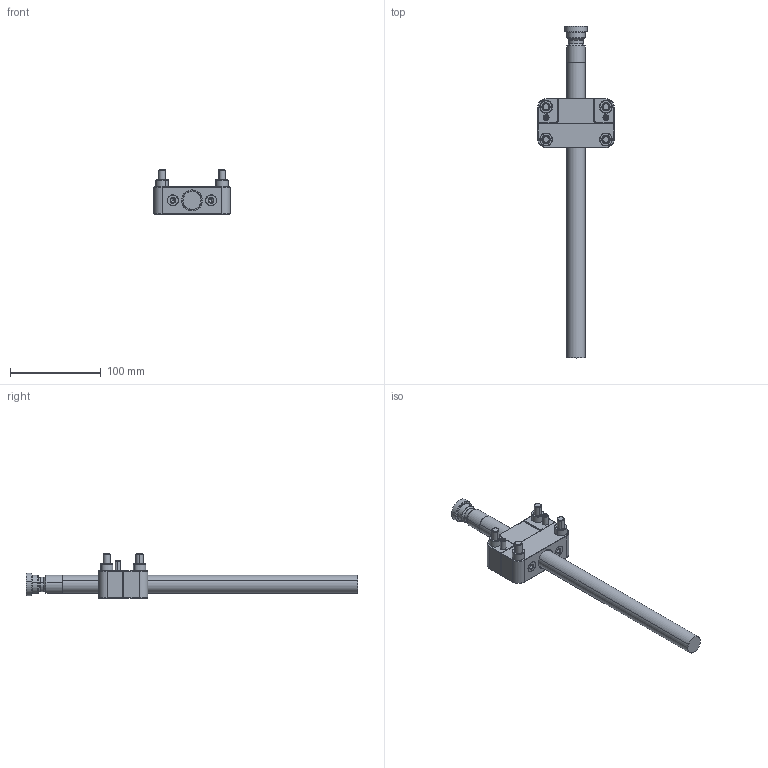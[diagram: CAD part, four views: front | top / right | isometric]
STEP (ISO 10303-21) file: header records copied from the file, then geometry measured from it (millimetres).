
FILE_DESCRIPTION (( 'STEP AP214' ), '1' );
FILE_NAME ('EX200800.STEP', '2022-11-30T15:18:37', ( '' ), ( '' ), 'SwSTEP 2.0', 'SolidWorks 2021', '' );
FILE_SCHEMA (( 'AUTOMOTIVE_DESIGN' ));
Length unit declared in the file: millimetre
Products named in the file (17): 1PCR7979620_ISO 8735-6x20-A-St; 1DIN912840_DIN 912 M8 x 40 --- 40C; 3MUELLE-EX20_comprimida; 1DIN9121050_DIN 912 M10 x 50 --- 50C; ZBS025_Predeterminado; 1BOLA-D3_Predeterminado; EX200800-D_Predeterminado; EX200800-E_Predeterminado; EX200800-A_Predeterminado; 3CASQ-EX20_Predeterminado; EX200800-H_Predeterminado; EX200800-G_Predeterminado; EX200800; 3IMAN5X2_Predeterminado; EX200800-C_Predeterminado; EX200800-B_Predeterminado; EX200800-F_Predeterminado
Assembly tree (29 placements, depth 2):
  EX200800
    EX200800-A_Predeterminado
    EX200800-B_Predeterminado
    EX200800-C_Predeterminado
    EX200800-D_Predeterminado  x2
    EX200800-E_Predeterminado
    EX200800-F_Predeterminado  x2
    EX200800-G_Predeterminado  x2
    EX200800-H_Predeterminado
    ZBS025_Predeterminado  x4
    3MUELLE-EX20_comprimida  x2
    3IMAN5X2_Predeterminado  x2
    1PCR7979620_ISO 8735-6x20-A-St  x2
    3CASQ-EX20_Predeterminado
    1DIN912840_DIN 912 M8 x 40 --- 40C  x4
    1DIN9121050_DIN 912 M10 x 50 --- 50C
    1BOLA-D3_Predeterminado  x2
Bounding box: 84 x 365.5 x 48.5 mm (x, y, z)
Volume: 230729.7 mm3; surface area: 84816.7 mm2
Topology: 33 solids, 33 shells, 897 faces, 1994 edges, 1174 vertices
Faces by surface type: plane 322, cone 236, cylinder 221, torus 98, bspline 12, sphere 8
Entity records: 23009 total; most frequent: CARTESIAN_POINT 8317, DIRECTION 3057, ORIENTED_EDGE 2710, EDGE_CURVE 1355, AXIS2_PLACEMENT_3D 1190, VERTEX_POINT 808, VECTOR 677, LINE 677
